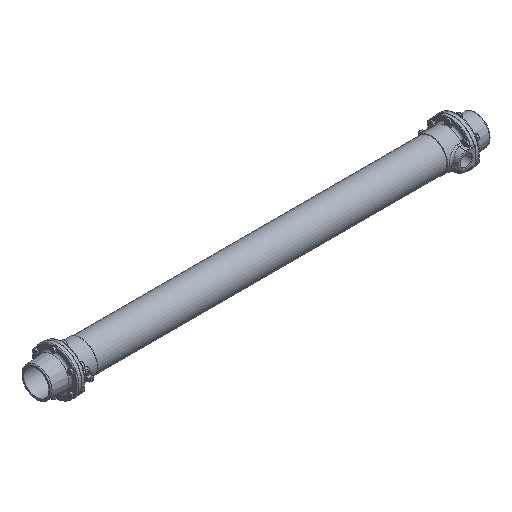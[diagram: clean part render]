
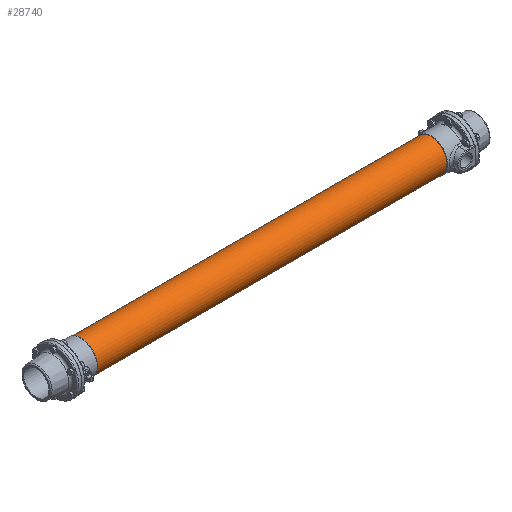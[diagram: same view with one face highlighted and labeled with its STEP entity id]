
A CAD part, isometric view. The second image highlights one B-rep face of the part: STEP entity #28740.
In plain terms, the highlighted cylindrical face has radius 46.482 mm (diameter 92.964 mm), a full revolution.
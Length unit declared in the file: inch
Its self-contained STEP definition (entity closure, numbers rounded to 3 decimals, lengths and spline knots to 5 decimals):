
#28713=CARTESIAN_POINT('',(0.0,0.0,0.0));
#28714=DIRECTION('',(1.0,0.0,0.0));
#28715=DIRECTION('',(0.0,1.0,0.0));
#28716=AXIS2_PLACEMENT_3D('',#28713,#28714,#28715);
#28717=CYLINDRICAL_SURFACE('',#28716,1.83);
#28718=CARTESIAN_POINT('',(20.06719,1.83,0.0));
#28719=VERTEX_POINT('',#28718);
#28720=CARTESIAN_POINT('',(20.06719,0.0,0.0));
#28721=DIRECTION('',(1.0,0.0,0.0));
#28722=DIRECTION('',(0.0,1.0,0.0));
#28723=AXIS2_PLACEMENT_3D('',#28720,#28721,#28722);
#28724=CIRCLE('',#28723,1.83);
#28725=EDGE_CURVE('',#28719,#28719,#28724,.T.);
#28726=ORIENTED_EDGE('',*,*,#28725,.F.);
#28727=EDGE_LOOP('',(#28726));
#28728=FACE_OUTER_BOUND('',#28727,.T.);
#28729=CARTESIAN_POINT('',(-20.06719,1.83,0.0));
#28730=VERTEX_POINT('',#28729);
#28731=CARTESIAN_POINT('',(-20.06719,0.0,0.0));
#28732=DIRECTION('',(1.0,0.0,0.0));
#28733=DIRECTION('',(0.0,1.0,0.0));
#28734=AXIS2_PLACEMENT_3D('',#28731,#28732,#28733);
#28735=CIRCLE('',#28734,1.83);
#28736=EDGE_CURVE('',#28730,#28730,#28735,.T.);
#28737=ORIENTED_EDGE('',*,*,#28736,.T.);
#28738=EDGE_LOOP('',(#28737));
#28739=FACE_BOUND('',#28738,.T.);
#28740=ADVANCED_FACE('',(#28728,#28739),#28717,.T.);
